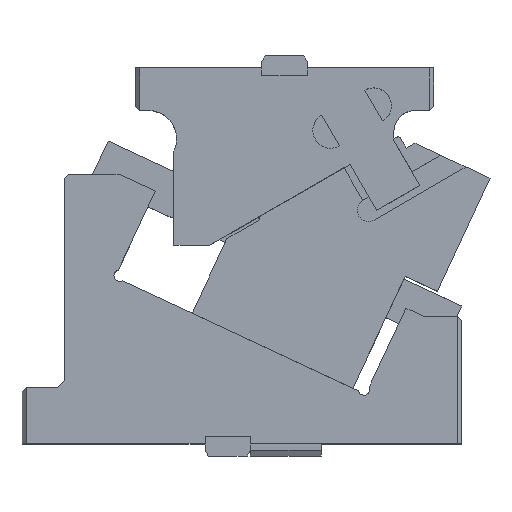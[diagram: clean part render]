
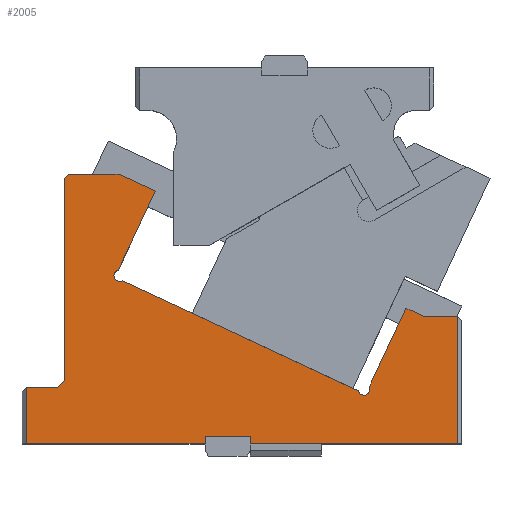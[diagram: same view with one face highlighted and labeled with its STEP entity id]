
A CAD part, top view. The second image highlights one B-rep face of the part: STEP entity #2005.
In plain terms, the highlighted planar face has unit normal (0, 0, 1).
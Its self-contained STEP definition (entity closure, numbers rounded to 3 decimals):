
#129=CARTESIAN_POINT('Vertex',(244.598,40.095,40.)) ;
#132=CARTESIAN_POINT('Line Origine',(257.568,67.909,40.)) ;
#136=CARTESIAN_POINT('Vertex',(270.538,95.722,40.)) ;
#160=CARTESIAN_POINT('Axis2P3D Location',(241.013,38.322,40.)) ;
#164=CARTESIAN_POINT('Vertex',(245.013,38.322,40.)) ;
#202=CARTESIAN_POINT('Vertex',(237.126,37.376,40.)) ;
#205=CARTESIAN_POINT('Axis2P3D Location',(241.013,38.322,40.)) ;
#233=CARTESIAN_POINT('Vertex',(70.588,115.034,40.)) ;
#236=CARTESIAN_POINT('Line Origine',(153.857,76.205,40.)) ;
#257=CARTESIAN_POINT('Vertex',(64.814,118.619,40.)) ;
#262=CARTESIAN_POINT('Axis2P3D Location',(68.814,118.619,40.)) ;
#284=CARTESIAN_POINT('Axis2P3D Location',(68.814,118.619,40.)) ;
#288=CARTESIAN_POINT('Vertex',(67.868,122.506,40.)) ;
#328=CARTESIAN_POINT('Vertex',(93.808,178.133,40.)) ;
#331=CARTESIAN_POINT('Line Origine',(80.838,150.319,40.)) ;
#441=CARTESIAN_POINT('Vertex',(33.,190.,40.)) ;
#444=CARTESIAN_POINT('Line Origine',(50.679,190.,40.)) ;
#448=CARTESIAN_POINT('Vertex',(68.358,190.,40.)) ;
#483=CARTESIAN_POINT('Vertex',(30.,187.,40.)) ;
#486=CARTESIAN_POINT('Line Origine',(31.5,188.5,40.)) ;
#514=CARTESIAN_POINT('Vertex',(30.,45.,40.)) ;
#517=CARTESIAN_POINT('Line Origine',(30.,116.,40.)) ;
#559=CARTESIAN_POINT('Vertex',(25.,40.,40.)) ;
#562=CARTESIAN_POINT('Line Origine',(27.5,42.5,40.)) ;
#611=CARTESIAN_POINT('Vertex',(3.,40.,40.)) ;
#614=CARTESIAN_POINT('Line Origine',(14.,40.,40.)) ;
#798=CARTESIAN_POINT('Vertex',(282.809,90.,40.)) ;
#801=CARTESIAN_POINT('Line Origine',(294.904,90.,40.)) ;
#805=CARTESIAN_POINT('Vertex',(307.,90.,40.)) ;
#990=CARTESIAN_POINT('Line Origine',(276.673,92.861,40.)) ;
#1007=CARTESIAN_POINT('Line Origine',(81.083,184.066,40.)) ;
#1145=CARTESIAN_POINT('Vertex',(129.,5.5,40.)) ;
#1148=CARTESIAN_POINT('Line Origine',(129.,2.75,40.)) ;
#1152=CARTESIAN_POINT('Vertex',(129.,0.,40.)) ;
#1207=CARTESIAN_POINT('Vertex',(3.,0.,40.)) ;
#1210=CARTESIAN_POINT('Line Origine',(3.,20.,40.)) ;
#1475=CARTESIAN_POINT('Vertex',(161.,5.5,40.)) ;
#1478=CARTESIAN_POINT('Line Origine',(145.,5.5,40.)) ;
#1952=CARTESIAN_POINT('Axis2P3D Location',(68.814,118.619,40.)) ;
#1957=CARTESIAN_POINT('Line Origine',(234.,0.,40.)) ;
#1961=CARTESIAN_POINT('Vertex',(161.,0.,40.)) ;
#1963=CARTESIAN_POINT('Vertex',(307.,0.,40.)) ;
#1966=CARTESIAN_POINT('Line Origine',(307.,45.,40.)) ;
#1971=CARTESIAN_POINT('Line Origine',(66.,0.,40.)) ;
#1976=CARTESIAN_POINT('Line Origine',(161.,2.75,40.)) ;
#133=DIRECTION('Vector Direction',(0.423,0.906,0.)) ;
#161=DIRECTION('Axis2P3D Direction',(0.,0.,-1.)) ;
#206=DIRECTION('Axis2P3D Direction',(-0.,0.,-1.)) ;
#237=DIRECTION('Vector Direction',(0.906,-0.423,0.)) ;
#263=DIRECTION('Axis2P3D Direction',(-0.,0.,-1.)) ;
#285=DIRECTION('Axis2P3D Direction',(0.,0.,-1.)) ;
#332=DIRECTION('Vector Direction',(-0.423,-0.906,0.)) ;
#445=DIRECTION('Vector Direction',(1.,0.,0.)) ;
#487=DIRECTION('Vector Direction',(0.707,0.707,0.)) ;
#518=DIRECTION('Vector Direction',(0.,1.,0.)) ;
#563=DIRECTION('Vector Direction',(-0.707,-0.707,0.)) ;
#615=DIRECTION('Vector Direction',(1.,0.,0.)) ;
#802=DIRECTION('Vector Direction',(1.,0.,0.)) ;
#991=DIRECTION('Vector Direction',(0.906,-0.423,0.)) ;
#1008=DIRECTION('Vector Direction',(-0.906,0.423,0.)) ;
#1149=DIRECTION('Vector Direction',(0.,1.,0.)) ;
#1211=DIRECTION('Vector Direction',(0.,-1.,0.)) ;
#1479=DIRECTION('Vector Direction',(1.,0.,0.)) ;
#1953=DIRECTION('Axis2P3D Direction',(0.,0.,1.)) ;
#1954=DIRECTION('Axis2P3D XDirection',(1.,0.,-0.)) ;
#1958=DIRECTION('Vector Direction',(1.,0.,0.)) ;
#1967=DIRECTION('Vector Direction',(0.,1.,0.)) ;
#1972=DIRECTION('Vector Direction',(1.,0.,0.)) ;
#1977=DIRECTION('Vector Direction',(0.,-1.,0.)) ;
#162=AXIS2_PLACEMENT_3D('Circle Axis2P3D',#160,#161,$) ;
#207=AXIS2_PLACEMENT_3D('Circle Axis2P3D',#205,#206,$) ;
#264=AXIS2_PLACEMENT_3D('Circle Axis2P3D',#262,#263,$) ;
#286=AXIS2_PLACEMENT_3D('Circle Axis2P3D',#284,#285,$) ;
#1955=AXIS2_PLACEMENT_3D('Plane Axis2P3D',#1952,#1953,#1954) ;
#1982=ORIENTED_EDGE('',*,*,#1965,.T.) ;
#1983=ORIENTED_EDGE('',*,*,#1970,.T.) ;
#1984=ORIENTED_EDGE('',*,*,#807,.F.) ;
#1985=ORIENTED_EDGE('',*,*,#994,.F.) ;
#1986=ORIENTED_EDGE('',*,*,#138,.F.) ;
#1987=ORIENTED_EDGE('',*,*,#166,.F.) ;
#1988=ORIENTED_EDGE('',*,*,#209,.F.) ;
#1989=ORIENTED_EDGE('',*,*,#240,.F.) ;
#1990=ORIENTED_EDGE('',*,*,#266,.F.) ;
#1991=ORIENTED_EDGE('',*,*,#290,.F.) ;
#1992=ORIENTED_EDGE('',*,*,#335,.F.) ;
#1993=ORIENTED_EDGE('',*,*,#1011,.T.) ;
#1994=ORIENTED_EDGE('',*,*,#450,.F.) ;
#1995=ORIENTED_EDGE('',*,*,#490,.F.) ;
#1996=ORIENTED_EDGE('',*,*,#521,.F.) ;
#1997=ORIENTED_EDGE('',*,*,#566,.T.) ;
#1998=ORIENTED_EDGE('',*,*,#618,.F.) ;
#1999=ORIENTED_EDGE('',*,*,#1214,.T.) ;
#2000=ORIENTED_EDGE('',*,*,#1975,.T.) ;
#2001=ORIENTED_EDGE('',*,*,#1154,.T.) ;
#2002=ORIENTED_EDGE('',*,*,#1482,.T.) ;
#2003=ORIENTED_EDGE('',*,*,#1980,.T.) ;
#134=VECTOR('Line Direction',#133,1.) ;
#238=VECTOR('Line Direction',#237,1.) ;
#333=VECTOR('Line Direction',#332,1.) ;
#446=VECTOR('Line Direction',#445,1.) ;
#488=VECTOR('Line Direction',#487,1.) ;
#519=VECTOR('Line Direction',#518,1.) ;
#564=VECTOR('Line Direction',#563,1.) ;
#616=VECTOR('Line Direction',#615,1.) ;
#803=VECTOR('Line Direction',#802,1.) ;
#992=VECTOR('Line Direction',#991,1.) ;
#1009=VECTOR('Line Direction',#1008,1.) ;
#1150=VECTOR('Line Direction',#1149,1.) ;
#1212=VECTOR('Line Direction',#1211,1.) ;
#1480=VECTOR('Line Direction',#1479,1.) ;
#1959=VECTOR('Line Direction',#1958,1.) ;
#1968=VECTOR('Line Direction',#1967,1.) ;
#1973=VECTOR('Line Direction',#1972,1.) ;
#1978=VECTOR('Line Direction',#1977,1.) ;
#2005=ADVANCED_FACE('CAM HOLDER',(#2004),#1956,.T.) ;
#163=CIRCLE('generated circle',#162,4.) ;
#208=CIRCLE('generated circle',#207,4.) ;
#265=CIRCLE('generated circle',#264,4.) ;
#287=CIRCLE('generated circle',#286,4.) ;
#138=EDGE_CURVE('',#130,#137,#135,.T.) ;
#166=EDGE_CURVE('',#165,#130,#163,.F.) ;
#209=EDGE_CURVE('',#203,#165,#208,.F.) ;
#240=EDGE_CURVE('',#234,#203,#239,.T.) ;
#266=EDGE_CURVE('',#258,#234,#265,.F.) ;
#290=EDGE_CURVE('',#289,#258,#287,.F.) ;
#335=EDGE_CURVE('',#329,#289,#334,.T.) ;
#450=EDGE_CURVE('',#442,#449,#447,.T.) ;
#490=EDGE_CURVE('',#484,#442,#489,.T.) ;
#521=EDGE_CURVE('',#515,#484,#520,.T.) ;
#566=EDGE_CURVE('',#515,#560,#565,.T.) ;
#618=EDGE_CURVE('',#612,#560,#617,.T.) ;
#807=EDGE_CURVE('',#799,#806,#804,.T.) ;
#994=EDGE_CURVE('',#137,#799,#993,.T.) ;
#1011=EDGE_CURVE('',#329,#449,#1010,.T.) ;
#1154=EDGE_CURVE('',#1153,#1146,#1151,.T.) ;
#1214=EDGE_CURVE('',#612,#1208,#1213,.T.) ;
#1482=EDGE_CURVE('',#1146,#1476,#1481,.T.) ;
#1965=EDGE_CURVE('',#1962,#1964,#1960,.T.) ;
#1970=EDGE_CURVE('',#1964,#806,#1969,.T.) ;
#1975=EDGE_CURVE('',#1208,#1153,#1974,.T.) ;
#1980=EDGE_CURVE('',#1476,#1962,#1979,.T.) ;
#1981=EDGE_LOOP('',(#1982,#1983,#1984,#1985,#1986,#1987,#1988,#1989,#1990,#1991,#1992,#1993,#1994,#1995,#1996,#1997,#1998,#1999,#2000,#2001,#2002,#2003)) ;
#2004=FACE_OUTER_BOUND('',#1981,.T.) ;
#135=LINE('Line',#132,#134) ;
#239=LINE('Line',#236,#238) ;
#334=LINE('Line',#331,#333) ;
#447=LINE('Line',#444,#446) ;
#489=LINE('Line',#486,#488) ;
#520=LINE('Line',#517,#519) ;
#565=LINE('Line',#562,#564) ;
#617=LINE('Line',#614,#616) ;
#804=LINE('Line',#801,#803) ;
#993=LINE('Line',#990,#992) ;
#1010=LINE('Line',#1007,#1009) ;
#1151=LINE('Line',#1148,#1150) ;
#1213=LINE('Line',#1210,#1212) ;
#1481=LINE('Line',#1478,#1480) ;
#1960=LINE('Line',#1957,#1959) ;
#1969=LINE('Line',#1966,#1968) ;
#1974=LINE('Line',#1971,#1973) ;
#1979=LINE('Line',#1976,#1978) ;
#1956=PLANE('Plane',#1955) ;
#130=VERTEX_POINT('',#129) ;
#137=VERTEX_POINT('',#136) ;
#165=VERTEX_POINT('',#164) ;
#203=VERTEX_POINT('',#202) ;
#234=VERTEX_POINT('',#233) ;
#258=VERTEX_POINT('',#257) ;
#289=VERTEX_POINT('',#288) ;
#329=VERTEX_POINT('',#328) ;
#442=VERTEX_POINT('',#441) ;
#449=VERTEX_POINT('',#448) ;
#484=VERTEX_POINT('',#483) ;
#515=VERTEX_POINT('',#514) ;
#560=VERTEX_POINT('',#559) ;
#612=VERTEX_POINT('',#611) ;
#799=VERTEX_POINT('',#798) ;
#806=VERTEX_POINT('',#805) ;
#1146=VERTEX_POINT('',#1145) ;
#1153=VERTEX_POINT('',#1152) ;
#1208=VERTEX_POINT('',#1207) ;
#1476=VERTEX_POINT('',#1475) ;
#1962=VERTEX_POINT('',#1961) ;
#1964=VERTEX_POINT('',#1963) ;
